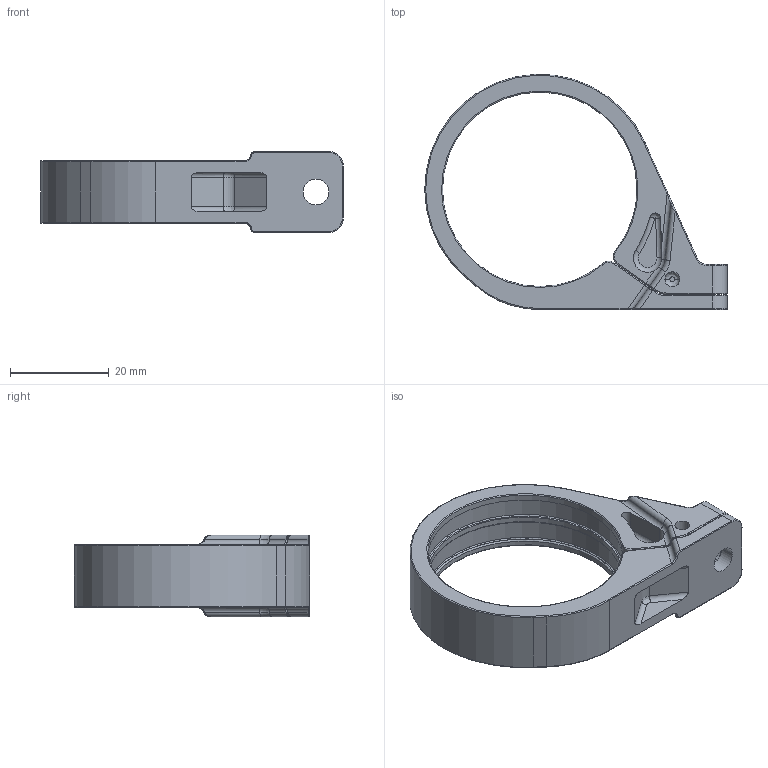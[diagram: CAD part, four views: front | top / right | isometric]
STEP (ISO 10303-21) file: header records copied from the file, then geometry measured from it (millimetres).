
FILE_DESCRIPTION((''),'2;1');
FILE_NAME('3506_8242_544-BOITIER-FERME','2020-03-12T',('presta_be4'),(''),'CREO PARAMETRIC BY PTC INC, 2018360','CREO PARAMETRIC BY PTC INC, 2018360','');
FILE_SCHEMA(('CONFIG_CONTROL_DESIGN'));
Length unit declared in the file: millimetre
Products named in the file (1): 3506_8242_544-BOITIER-FERME
Bounding box: 61.15 x 47.53 x 16.5 mm (x, y, z)
Volume: 9528.1 mm3; surface area: 7325.2 mm2
Topology: 1 solids, 1 shells, 187 faces, 440 edges, 258 vertices
Faces by surface type: cylinder 80, torus 52, plane 30, bspline 24, cone 1
Entity records: 7754 total; most frequent: CARTESIAN_POINT 3437, DIRECTION 962, ORIENTED_EDGE 880, EDGE_CURVE 440, AXIS2_PLACEMENT_3D 409, VERTEX_POINT 258, CIRCLE 246, EDGE_LOOP 194
